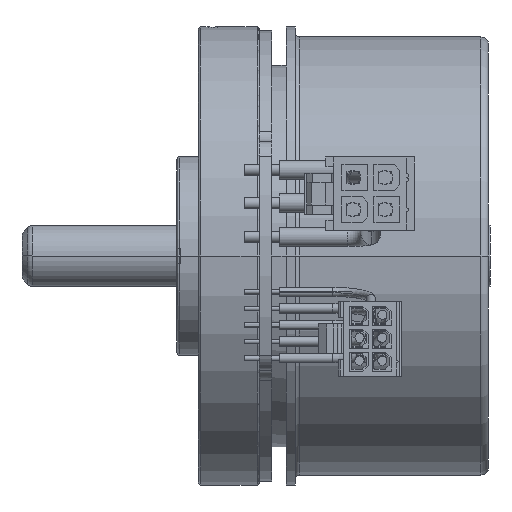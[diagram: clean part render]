
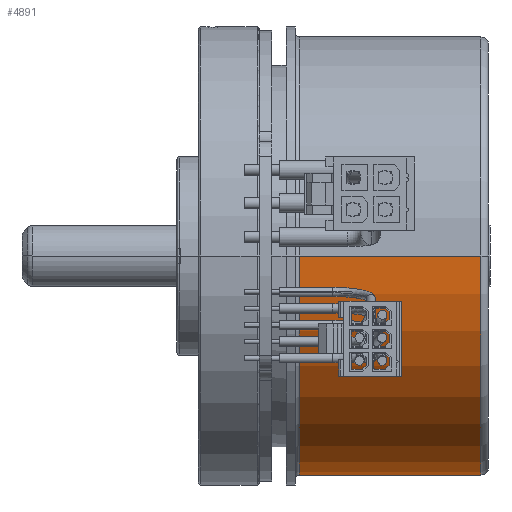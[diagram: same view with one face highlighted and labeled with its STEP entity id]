
A CAD part, front view. The second image highlights one B-rep face of the part: STEP entity #4891.
In plain terms, the highlighted cylindrical face has radius 28.7 mm (diameter 57.4 mm), a partial arc.
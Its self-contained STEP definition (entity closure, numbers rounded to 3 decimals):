
#1672=CARTESIAN_POINT('',(60.1,0.,0.));
#1673=DIRECTION('',(-1.,0.,0.));
#1674=DIRECTION('',(0.,1.,0.));
#1675=AXIS2_PLACEMENT_3D('',#1672,#1673,#1674);
#1680=DIRECTION('',(-1.,0.,0.));
#1681=VECTOR('',#1680,23.8);
#1682=CARTESIAN_POINT('',(60.1,28.7,0.));
#1683=LINE('',#1682,#1681);
#1687=CARTESIAN_POINT('',(36.3,0.,0.));
#1688=DIRECTION('',(1.,0.,0.));
#1689=DIRECTION('',(0.,-1.,0.));
#1690=AXIS2_PLACEMENT_3D('',#1687,#1688,#1689);
#1695=DIRECTION('',(-1.,0.,0.));
#1696=VECTOR('',#1695,23.8);
#1697=CARTESIAN_POINT('',(60.1,-28.7,0.));
#1698=LINE('',#1697,#1696);
#2727=CARTESIAN_POINT('',(60.1,28.7,0.));
#2728=CARTESIAN_POINT('',(60.1,-28.7,0.));
#2729=VERTEX_POINT('',#2727);
#2730=VERTEX_POINT('',#2728);
#2739=CARTESIAN_POINT('',(36.3,-28.7,0.));
#2740=CARTESIAN_POINT('',(36.3,28.7,0.));
#2741=VERTEX_POINT('',#2739);
#2742=VERTEX_POINT('',#2740);
#4880=CARTESIAN_POINT('',(-3.065,0.,0.));
#4881=DIRECTION('',(1.,0.,0.));
#4882=DIRECTION('',(0.,-1.,0.));
#4883=AXIS2_PLACEMENT_3D('',#4880,#4881,#4882);
#4884=CYLINDRICAL_SURFACE('',#4883,28.7);
#4885=ORIENTED_EDGE('',*,*,#4864,.F.);
#4886=ORIENTED_EDGE('',*,*,#4825,.T.);
#4887=ORIENTED_EDGE('',*,*,#4781,.F.);
#4888=ORIENTED_EDGE('',*,*,#4822,.F.);
#4889=EDGE_LOOP('',(#4885,#4886,#4887,#4888));
#4890=FACE_OUTER_BOUND('',#4889,.F.);
#4891=ADVANCED_FACE('',(#4890),#4884,.T.);
#1676=CIRCLE('',#1675,28.7);
#1691=CIRCLE('',#1690,28.7);
#4781=EDGE_CURVE('',#2741,#2742,#1691,.T.);
#4822=EDGE_CURVE('',#2730,#2741,#1698,.T.);
#4825=EDGE_CURVE('',#2729,#2742,#1683,.T.);
#4864=EDGE_CURVE('',#2729,#2730,#1676,.T.);
